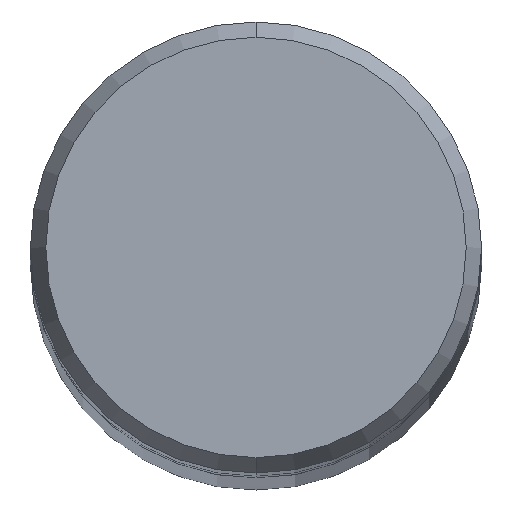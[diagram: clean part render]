
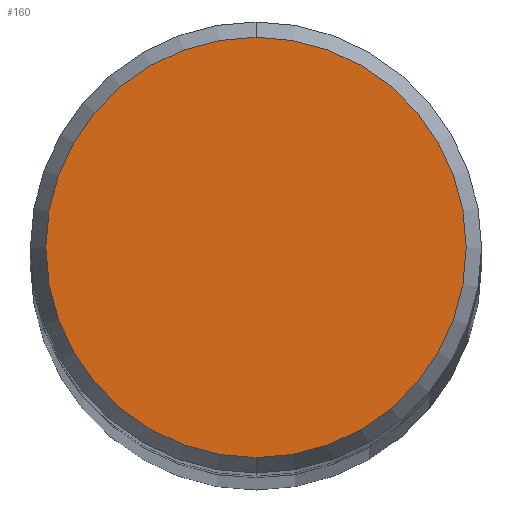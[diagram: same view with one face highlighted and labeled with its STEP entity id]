
A CAD part, top view. The second image highlights one B-rep face of the part: STEP entity #160.
In plain terms, the highlighted planar face has unit normal (0, 0, 1).
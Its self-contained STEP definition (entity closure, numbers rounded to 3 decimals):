
#140=VERTEX_POINT('',#291);
#142=EDGE_CURVE('',#150,#140,#293,.T.);
#150=VERTEX_POINT('',#302);
#160=ADVANCED_FACE('',(#312),#313,.T.);
#178=EDGE_CURVE('',#140,#150,#334,.T.);
#291=CARTESIAN_POINT('',(0.0,6.285,0.0));
#293=CIRCLE('',#461,6.285);
#302=CARTESIAN_POINT('',(0.,-6.285,0.0));
#312=FACE_OUTER_BOUND('',#483,.T.);
#313=PLANE('',#484);
#334=CIRCLE('',#509,6.285);
#461=AXIS2_PLACEMENT_3D('',#632,#633,#634);
#483=EDGE_LOOP('',(#652,#653));
#484=AXIS2_PLACEMENT_3D('',#654,#655,#656);
#509=AXIS2_PLACEMENT_3D('',#689,#690,#691);
#632=CARTESIAN_POINT('',(0.0,0.0,0.0));
#633=DIRECTION('',(0.0,0.0,-1.0));
#634=DIRECTION('',(0.0,1.0,0.0));
#652=ORIENTED_EDGE('',*,*,#178,.F.);
#653=ORIENTED_EDGE('',*,*,#142,.F.);
#654=CARTESIAN_POINT('',(0.0,3.143,0.0));
#655=DIRECTION('',(-0.0,0.0,1.0));
#656=DIRECTION('',(0.0,-1.0,0.0));
#689=CARTESIAN_POINT('',(0.0,0.0,0.0));
#690=DIRECTION('',(0.0,0.0,-1.0));
#691=DIRECTION('',(0.0,1.0,0.0));
